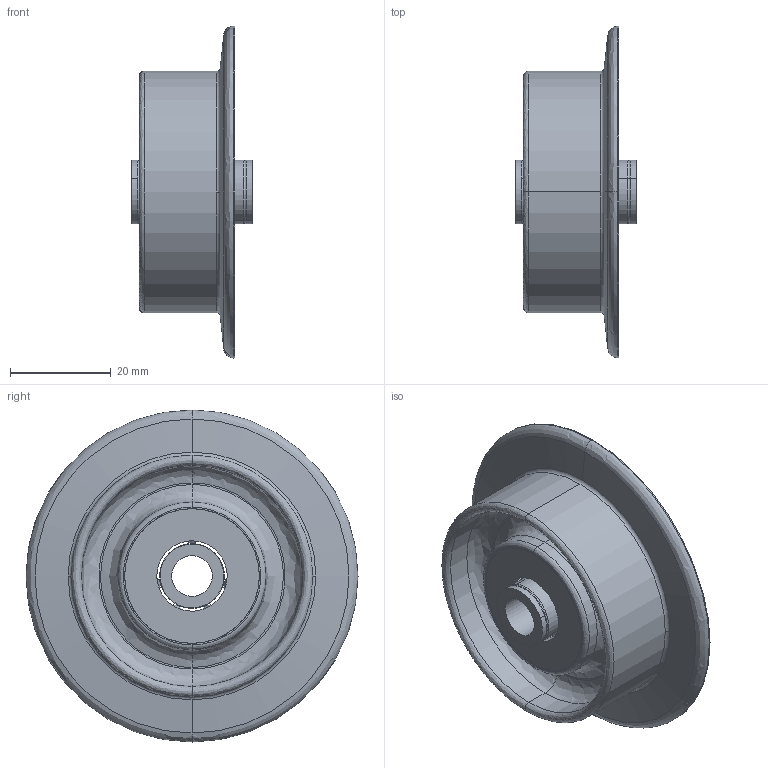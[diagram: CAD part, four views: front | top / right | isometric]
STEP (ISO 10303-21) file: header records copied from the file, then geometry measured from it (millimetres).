
FILE_DESCRIPTION (( 'STEP AP214' ), '1' );
FILE_NAME ('0011542_2350-8KU-NIRO.STEP', '2015-01-06T12:31:22', ( '' ), ( '' ), 'SwSTEP 2.0', 'SolidWorks 2014', '' );
FILE_SCHEMA (( 'AUTOMOTIVE_DESIGN' ));
Length unit declared in the file: millimetre
Products named in the file (1): 0011542_2350-8KU-NIRO
Bounding box: 24 x 66.02 x 66.02 mm (x, y, z)
Surface area: 14944.9 mm2 (no closed solid volume)
Topology: 0 solids, 15 shells, 102 faces, 336 edges, 222 vertices
Faces by surface type: bspline 42, cylinder 34, plane 12, torus 8, cone 6
Entity records: 5861 total; most frequent: CARTESIAN_POINT 2199, DIRECTION 546, ORIENTED_EDGE 468, EDGE_CURVE 296, AXIS2_PLACEMENT_3D 253, VERTEX_POINT 222, CIRCLE 192, EDGE_LOOP 110
